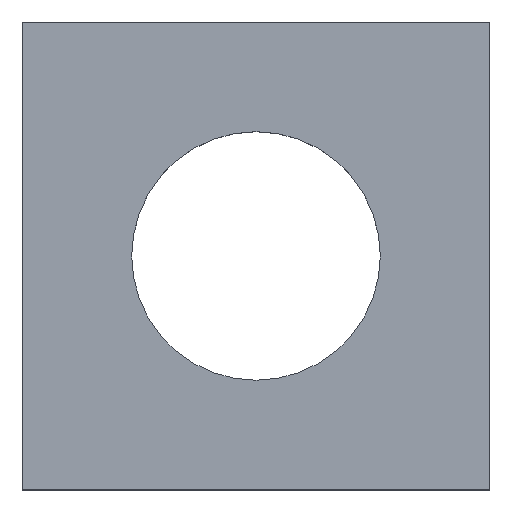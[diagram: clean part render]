
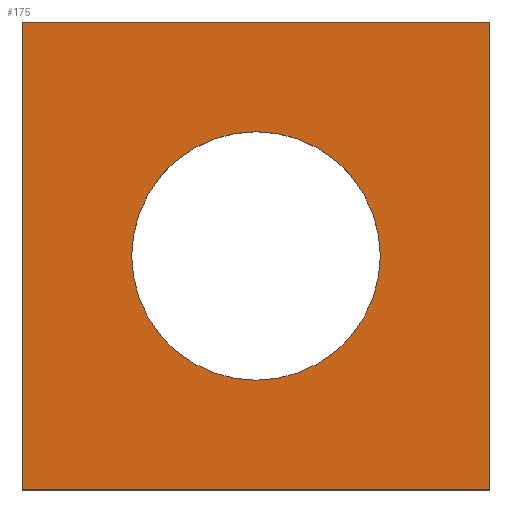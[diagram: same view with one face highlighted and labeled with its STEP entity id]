
A CAD part, top view. The second image highlights one B-rep face of the part: STEP entity #175.
In plain terms, the highlighted planar face has unit normal (0, 0, 1).
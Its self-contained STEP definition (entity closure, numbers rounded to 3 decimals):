
#9 = LINE ( 'NONE', #170, #13 ) ;
#10 = LINE ( 'NONE', #168, #11 ) ;
#11 = VECTOR ( 'NONE', #169, 1000. ) ;
#12 = LINE ( 'NONE', #172, #278 ) ;
#13 = VECTOR ( 'NONE', #171, 1000. ) ;
#19 = CIRCLE ( 'NONE', #160, 4.25 ) ;
#30 = ORIENTED_EDGE ( 'NONE', *, *, #202, .T. ) ;
#31 = ORIENTED_EDGE ( 'NONE', *, *, #201, .T. ) ;
#32 = ORIENTED_EDGE ( 'NONE', *, *, #200, .T. ) ;
#34 = ORIENTED_EDGE ( 'NONE', *, *, #194, .T. ) ;
#42 = CARTESIAN_POINT ( 'NONE',  ( 0., 0., 2. ) ) ;
#43 = DIRECTION ( 'NONE',  ( 0., 0., 1. ) ) ;
#44 = DIRECTION ( 'NONE',  ( 1., 0., 0. ) ) ;
#60 = VERTEX_POINT ( 'NONE', #298 ) ;
#64 = VERTEX_POINT ( 'NONE', #300 ) ;
#65 = CARTESIAN_POINT ( 'NONE',  ( 0., 0., 2. ) ) ;
#66 = DIRECTION ( 'NONE',  ( 0., 0., 1. ) ) ;
#67 = DIRECTION ( 'NONE',  ( 1., 0., 0. ) ) ;
#74 = PLANE ( 'NONE',  #184 ) ;
#79 = DIRECTION ( 'NONE',  ( 0., -1., 0. ) ) ;
#94 = FACE_OUTER_BOUND ( 'NONE', #129, .T. ) ;
#100 = FACE_BOUND ( 'NONE', #128, .T. ) ;
#106 = ORIENTED_EDGE ( 'NONE', *, *, #203, .F. ) ;
#108 = ORIENTED_EDGE ( 'NONE', *, *, #197, .F. ) ;
#128 = EDGE_LOOP ( 'NONE', ( #108, #106 ) ) ;
#129 = EDGE_LOOP ( 'NONE', ( #34, #32, #31, #30 ) ) ;
#153 = AXIS2_PLACEMENT_3D ( 'NONE', #65, #66, #67 ) ;
#160 = AXIS2_PLACEMENT_3D ( 'NONE', #42, #43, #44 ) ;
#168 = CARTESIAN_POINT ( 'NONE',  ( 8., -8., 2. ) ) ;
#169 = DIRECTION ( 'NONE',  ( 1., 0., 0. ) ) ;
#170 = CARTESIAN_POINT ( 'NONE',  ( 8., -8., 2. ) ) ;
#171 = DIRECTION ( 'NONE',  ( 0., 1., 0. ) ) ;
#172 = CARTESIAN_POINT ( 'NONE',  ( 8., 8., 2. ) ) ;
#173 = DIRECTION ( 'NONE',  ( -1., 0., 0. ) ) ;
#175 = ADVANCED_FACE ( 'NONE', ( #94, #100 ), #74, .T. ) ;
#184 = AXIS2_PLACEMENT_3D ( 'NONE', #295, #304, #305 ) ;
#194 = EDGE_CURVE ( 'NONE', #249, #253, #207, .T. ) ;
#197 = EDGE_CURVE ( 'NONE', #251, #248, #276, .T. ) ;
#200 = EDGE_CURVE ( 'NONE', #253, #60, #10, .T. ) ;
#201 = EDGE_CURVE ( 'NONE', #60, #64, #9, .T. ) ;
#202 = EDGE_CURVE ( 'NONE', #64, #249, #12, .T. ) ;
#203 = EDGE_CURVE ( 'NONE', #248, #251, #19, .T. ) ;
#207 = LINE ( 'NONE', #225, #208 ) ;
#208 = VECTOR ( 'NONE', #79, 1000. ) ;
#225 = CARTESIAN_POINT ( 'NONE',  ( -8., -8., 2. ) ) ;
#228 = CARTESIAN_POINT ( 'NONE',  ( 4.25, 0., 2. ) ) ;
#234 = CARTESIAN_POINT ( 'NONE',  ( -8., 8., 2. ) ) ;
#235 = CARTESIAN_POINT ( 'NONE',  ( -4.25, 0., 2. ) ) ;
#236 = CARTESIAN_POINT ( 'NONE',  ( -8., -8., 2. ) ) ;
#248 = VERTEX_POINT ( 'NONE', #228 ) ;
#249 = VERTEX_POINT ( 'NONE', #234 ) ;
#251 = VERTEX_POINT ( 'NONE', #235 ) ;
#253 = VERTEX_POINT ( 'NONE', #236 ) ;
#276 = CIRCLE ( 'NONE', #153, 4.25 ) ;
#278 = VECTOR ( 'NONE', #173, 1000. ) ;
#295 = CARTESIAN_POINT ( 'NONE',  ( 0., 0., 2. ) ) ;
#298 = CARTESIAN_POINT ( 'NONE',  ( 8., -8., 2. ) ) ;
#300 = CARTESIAN_POINT ( 'NONE',  ( 8., 8., 2. ) ) ;
#304 = DIRECTION ( 'NONE',  ( 0., 0., 1. ) ) ;
#305 = DIRECTION ( 'NONE',  ( 1., 0., 0. ) ) ;
